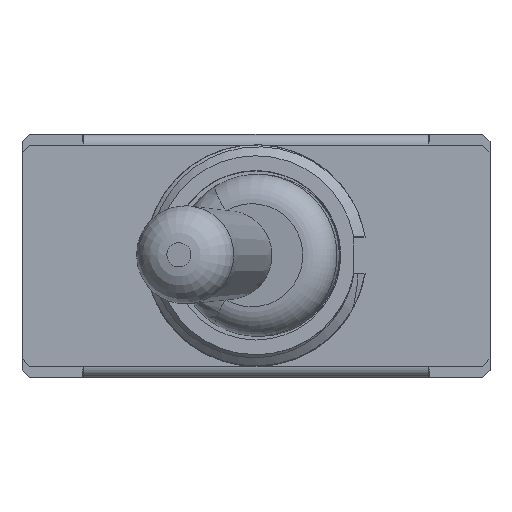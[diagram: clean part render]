
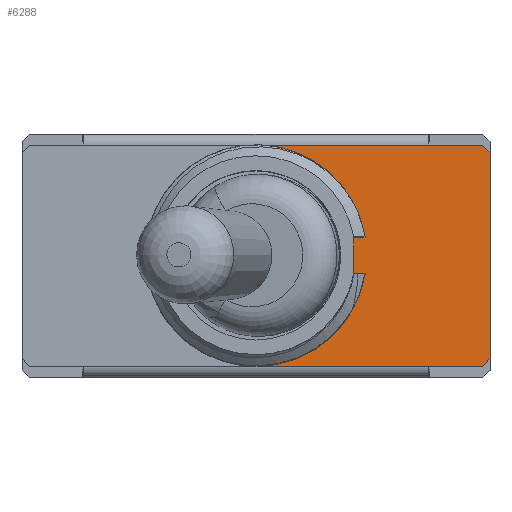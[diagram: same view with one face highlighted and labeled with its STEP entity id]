
A CAD part, top view. The second image highlights one B-rep face of the part: STEP entity #6288.
In plain terms, the highlighted planar face has unit normal (0, 0, 1).
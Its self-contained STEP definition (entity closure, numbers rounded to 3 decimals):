
#138=LINE('',#10898,#649);
#139=LINE('',#10900,#650);
#165=LINE('',#11197,#676);
#175=LINE('',#11219,#686);
#179=LINE('',#11228,#690);
#341=LINE('',#13335,#852);
#347=LINE('',#13344,#858);
#353=LINE('',#13357,#864);
#358=LINE('',#13370,#869);
#367=LINE('',#13387,#878);
#649=VECTOR('',#9483,1000.);
#650=VECTOR('',#9486,1000.);
#676=VECTOR('',#9514,1000.);
#686=VECTOR('',#9530,1000.);
#690=VECTOR('',#9536,1000.);
#852=VECTOR('',#10022,1000.);
#858=VECTOR('',#10034,1000.);
#864=VECTOR('',#10048,1000.);
#869=VECTOR('',#10061,1000.);
#878=VECTOR('',#10082,1000.);
#1343=PLANE('',#9198);
#2634=ORIENTED_EDGE('',*,*,#4234,.T.);
#2635=ORIENTED_EDGE('',*,*,#3759,.F.);
#2636=ORIENTED_EDGE('',*,*,#3683,.T.);
#2637=ORIENTED_EDGE('',*,*,#3684,.T.);
#2638=ORIENTED_EDGE('',*,*,#4235,.T.);
#2639=ORIENTED_EDGE('',*,*,#4225,.T.);
#2640=ORIENTED_EDGE('',*,*,#4218,.F.);
#2641=ORIENTED_EDGE('',*,*,#3769,.F.);
#2642=ORIENTED_EDGE('',*,*,#4236,.F.);
#2643=ORIENTED_EDGE('',*,*,#3773,.F.);
#2644=ORIENTED_EDGE('',*,*,#4210,.F.);
#2645=ORIENTED_EDGE('',*,*,#4204,.F.);
#3683=EDGE_CURVE('',#4617,#4619,#138,.T.);
#3684=EDGE_CURVE('',#4619,#4620,#139,.T.);
#3759=EDGE_CURVE('',#4617,#4694,#165,.T.);
#3769=EDGE_CURVE('',#4703,#4704,#175,.T.);
#3773=EDGE_CURVE('',#4707,#4708,#179,.T.);
#4204=EDGE_CURVE('',#5017,#4605,#341,.T.);
#4210=EDGE_CURVE('',#4605,#4707,#347,.T.);
#4218=EDGE_CURVE('',#4704,#5021,#353,.T.);
#4225=EDGE_CURVE('',#5019,#5021,#358,.T.);
#4234=EDGE_CURVE('',#5017,#4694,#5234,.T.);
#4235=EDGE_CURVE('',#4620,#5019,#5235,.T.);
#4236=EDGE_CURVE('',#4708,#4703,#367,.T.);
#4605=VERTEX_POINT('',#10867);
#4617=VERTEX_POINT('',#10893);
#4619=VERTEX_POINT('',#10897);
#4620=VERTEX_POINT('',#10901);
#4694=VERTEX_POINT('',#11198);
#4703=VERTEX_POINT('',#11220);
#4704=VERTEX_POINT('',#11221);
#4707=VERTEX_POINT('',#11229);
#4708=VERTEX_POINT('',#11230);
#5017=VERTEX_POINT('',#13334);
#5019=VERTEX_POINT('',#13351);
#5021=VERTEX_POINT('',#13358);
#5234=CIRCLE('',#9199,3.);
#5235=CIRCLE('',#9200,3.);
#5485=EDGE_LOOP('',(#2634,#2635,#2636,#2637,#2638,#2639,#2640,#2641,#2642,
#2643,#2644,#2645));
#5895=FACE_BOUND('',#5485,.T.);
#6288=ADVANCED_FACE('',(#5895),#1343,.F.);
#9198=AXIS2_PLACEMENT_3D('',#13384,#10076,#10077);
#9199=AXIS2_PLACEMENT_3D('',#13385,#10078,#10079);
#9200=AXIS2_PLACEMENT_3D('',#13386,#10080,#10081);
#9483=DIRECTION('',(0.,-1.,0.));
#9486=DIRECTION('',(1.,0.,0.));
#9514=DIRECTION('',(1.,0.,0.));
#9530=DIRECTION('',(-0.707,-0.707,0.));
#9536=DIRECTION('',(0.707,-0.707,0.));
#10022=DIRECTION('',(1.,0.,0.));
#10034=DIRECTION('',(1.,0.,0.));
#10048=DIRECTION('',(-1.,0.,0.));
#10061=DIRECTION('',(1.,0.,0.));
#10076=DIRECTION('',(0.,0.,-1.));
#10077=DIRECTION('',(-1.,0.,0.));
#10078=DIRECTION('',(0.,0.,-1.));
#10079=DIRECTION('',(1.,0.,0.));
#10080=DIRECTION('',(0.,0.,-1.));
#10081=DIRECTION('',(1.,0.,0.));
#10082=DIRECTION('',(0.,-1.,0.));
#10867=CARTESIAN_POINT('',(4.675,3.,4.5));
#10893=CARTESIAN_POINT('',(2.65,0.5,4.5));
#10897=CARTESIAN_POINT('',(2.65,-0.5,4.5));
#10898=CARTESIAN_POINT('',(2.65,0.5,4.5));
#10900=CARTESIAN_POINT('',(2.65,-0.5,4.5));
#10901=CARTESIAN_POINT('',(2.958,-0.5,4.5));
#11197=CARTESIAN_POINT('',(2.65,0.5,4.5));
#11198=CARTESIAN_POINT('',(2.958,0.5,4.5));
#11219=CARTESIAN_POINT('',(6.35,-2.8,4.5));
#11220=CARTESIAN_POINT('',(6.35,-2.8,4.5));
#11221=CARTESIAN_POINT('',(6.15,-3.,4.5));
#11228=CARTESIAN_POINT('',(6.15,3.,4.5));
#11229=CARTESIAN_POINT('',(6.15,3.,4.5));
#11230=CARTESIAN_POINT('',(6.35,2.8,4.5));
#13334=CARTESIAN_POINT('',(0.,3.,4.5));
#13335=CARTESIAN_POINT('',(-6.35,3.,4.5));
#13344=CARTESIAN_POINT('',(-6.35,3.,4.5));
#13351=CARTESIAN_POINT('',(0.,-3.,4.5));
#13357=CARTESIAN_POINT('',(6.35,-3.,4.5));
#13358=CARTESIAN_POINT('',(4.675,-3.,4.5));
#13370=CARTESIAN_POINT('',(-4.675,-3.,4.5));
#13384=CARTESIAN_POINT('',(0.,0.,4.5));
#13385=CARTESIAN_POINT('',(0.,0.,4.5));
#13386=CARTESIAN_POINT('',(0.,0.,4.5));
#13387=CARTESIAN_POINT('',(6.35,3.,4.5));
